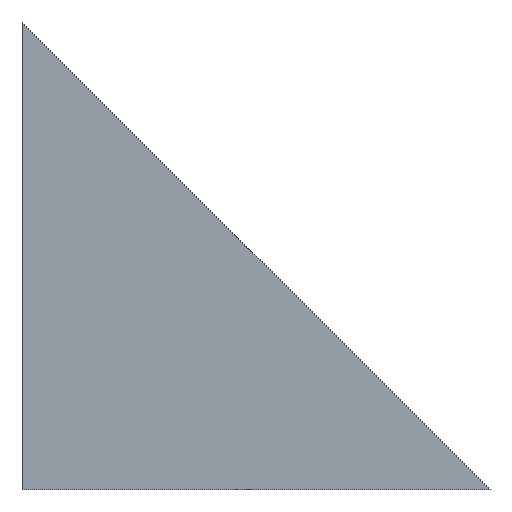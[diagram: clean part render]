
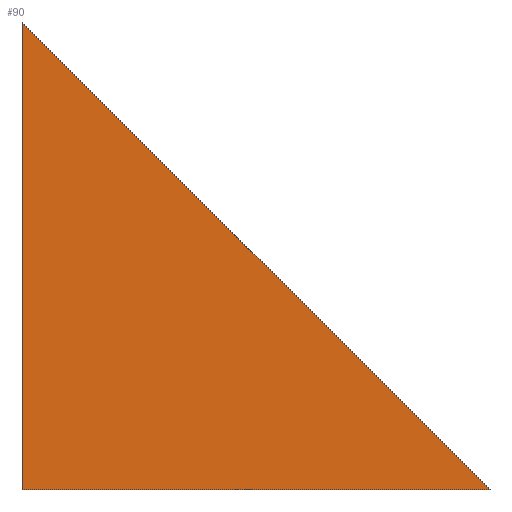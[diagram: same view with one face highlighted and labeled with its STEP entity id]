
A CAD part, front view. The second image highlights one B-rep face of the part: STEP entity #90.
In plain terms, the highlighted planar face has unit normal (0, -1, 0).
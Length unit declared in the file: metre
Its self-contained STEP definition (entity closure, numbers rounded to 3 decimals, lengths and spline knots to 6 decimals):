
#35=ORIENTED_EDGE('',*,*,#38,.F.);
#36=ORIENTED_EDGE('',*,*,#45,.F.);
#37=ORIENTED_EDGE('',*,*,#42,.F.);
#38=EDGE_CURVE('',#47,#48,#53,.T.);
#42=EDGE_CURVE('',#48,#51,#57,.T.);
#45=EDGE_CURVE('',#51,#47,#60,.T.);
#47=VERTEX_POINT('',#133);
#48=VERTEX_POINT('',#134);
#51=VERTEX_POINT('',#142);
#53=LINE('',#132,#62);
#57=LINE('',#141,#66);
#60=LINE('',#147,#69);
#62=VECTOR('',#113,1.);
#66=VECTOR('',#119,1.);
#69=VECTOR('',#124,1.);
#75=EDGE_LOOP('',(#35,#36,#37));
#80=FACE_BOUND('',#75,.T.);
#85=PLANE('',#108);
#90=ADVANCED_FACE('',(#80),#85,.F.);
#108=AXIS2_PLACEMENT_3D('',#150,#128,#129);
#113=DIRECTION('',(-1.,0.,0.));
#119=DIRECTION('',(0.,0.,1.));
#124=DIRECTION('',(0.707,0.,-0.707));
#128=DIRECTION('',(0.,1.,0.));
#129=DIRECTION('',(-1.,0.,0.));
#132=CARTESIAN_POINT('',(-0.572655,-0.701321,-0.980616));
#133=CARTESIAN_POINT('',(-0.515505,-0.701321,-0.980616));
#134=CARTESIAN_POINT('',(-0.629805,-0.701321,-0.980616));
#141=CARTESIAN_POINT('',(-0.629805,-0.701321,-0.923466));
#142=CARTESIAN_POINT('',(-0.629805,-0.701321,-0.866316));
#147=CARTESIAN_POINT('',(-0.572655,-0.701321,-0.923466));
#150=CARTESIAN_POINT('',(-0.60758,-0.701321,-0.923466));
